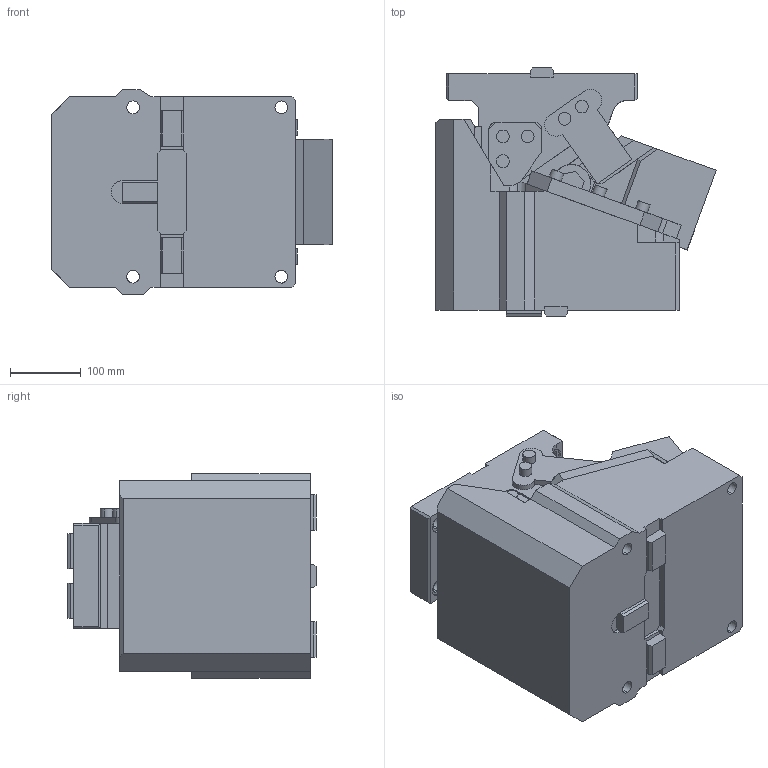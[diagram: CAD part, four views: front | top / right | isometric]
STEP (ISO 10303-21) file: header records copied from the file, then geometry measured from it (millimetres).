
FILE_DESCRIPTION(('CATIA V5 STEP Exchange'),'2;1');
FILE_NAME('CDCP_150_20_60.stp','2016-09-26T10:47:39+00:00',('none'),('none'),'CATIA Version 5 Release 20 GA (IN-10)','CATIA V5 STEP AP203','none');
FILE_SCHEMA(('CONFIG_CONTROL_DESIGN'));
Length unit declared in the file: millimetre
Products named in the file (1): CDCP-150-20-60
Bounding box: 396.96 x 352 x 290 mm (x, y, z)
Volume: 20689820.2 mm3; surface area: 1066350.1 mm2
Topology: 3 solids, 3 shells, 531 faces, 1415 edges, 918 vertices
Faces by surface type: plane 416, cylinder 115
Entity records: 17164 total; most frequent: CARTESIAN_POINT 4170, ORIENTED_EDGE 2830, DIRECTION 2337, EDGE_CURVE 1415, VECTOR 1164, LINE 1164, VERTEX_POINT 918, AXIS2_PLACEMENT_3D 668
